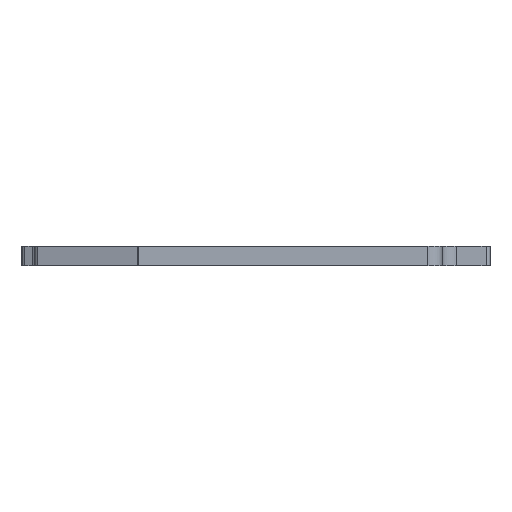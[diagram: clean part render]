
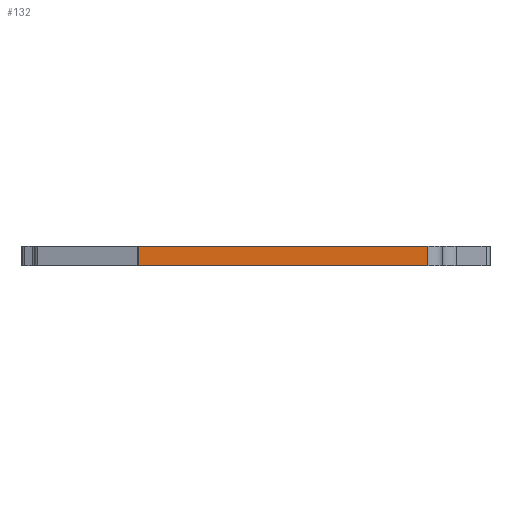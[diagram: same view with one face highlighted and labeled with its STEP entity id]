
A CAD part, left-side view. The second image highlights one B-rep face of the part: STEP entity #132.
In plain terms, the highlighted planar face has unit normal (-1, 0, 0).
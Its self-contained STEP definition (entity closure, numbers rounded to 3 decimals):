
#132=ADVANCED_FACE('',(#187),#159,.T.);
#159=PLANE('',#830);
#187=FACE_OUTER_BOUND('',#223,.T.);
#223=EDGE_LOOP('',(#377,#378,#379,#380));
#377=ORIENTED_EDGE('',*,*,#616,.F.);
#378=ORIENTED_EDGE('',*,*,#617,.F.);
#379=ORIENTED_EDGE('',*,*,#563,.T.);
#380=ORIENTED_EDGE('',*,*,#615,.F.);
#495=VERTEX_POINT('',#1099);
#496=VERTEX_POINT('',#1101);
#530=VERTEX_POINT('',#1203);
#531=VERTEX_POINT('',#1207);
#563=EDGE_CURVE('',#496,#495,#657,.T.);
#615=EDGE_CURVE('',#530,#495,#691,.T.);
#616=EDGE_CURVE('',#531,#530,#692,.T.);
#617=EDGE_CURVE('',#496,#531,#693,.T.);
#657=LINE('',#1100,#725);
#691=LINE('',#1204,#759);
#692=LINE('',#1206,#760);
#693=LINE('',#1208,#761);
#725=VECTOR('',#882,1.);
#759=VECTOR('',#986,1.);
#760=VECTOR('',#989,1.);
#761=VECTOR('',#990,1.);
#830=AXIS2_PLACEMENT_3D('',#1209,#991,#992);
#882=DIRECTION('',(0.,1.,0.));
#986=DIRECTION('',(0.,0.,1.));
#989=DIRECTION('',(0.,1.,0.));
#990=DIRECTION('',(0.,0.,-1.));
#991=DIRECTION('',(-1.,0.,0.));
#992=DIRECTION('',(0.,0.,1.));
#1099=CARTESIAN_POINT('',(-39.5,-8.039,1.5));
#1100=CARTESIAN_POINT('',(-39.5,-30.4,1.5));
#1101=CARTESIAN_POINT('',(-39.5,-30.4,1.5));
#1203=CARTESIAN_POINT('',(-39.5,-8.039,0.));
#1204=CARTESIAN_POINT('',(-39.5,-8.039,0.));
#1206=CARTESIAN_POINT('',(-39.5,-30.4,0.));
#1207=CARTESIAN_POINT('',(-39.5,-30.4,0.));
#1208=CARTESIAN_POINT('',(-39.5,-30.4,1.5));
#1209=CARTESIAN_POINT('',(-39.5,-30.4,1.5));
